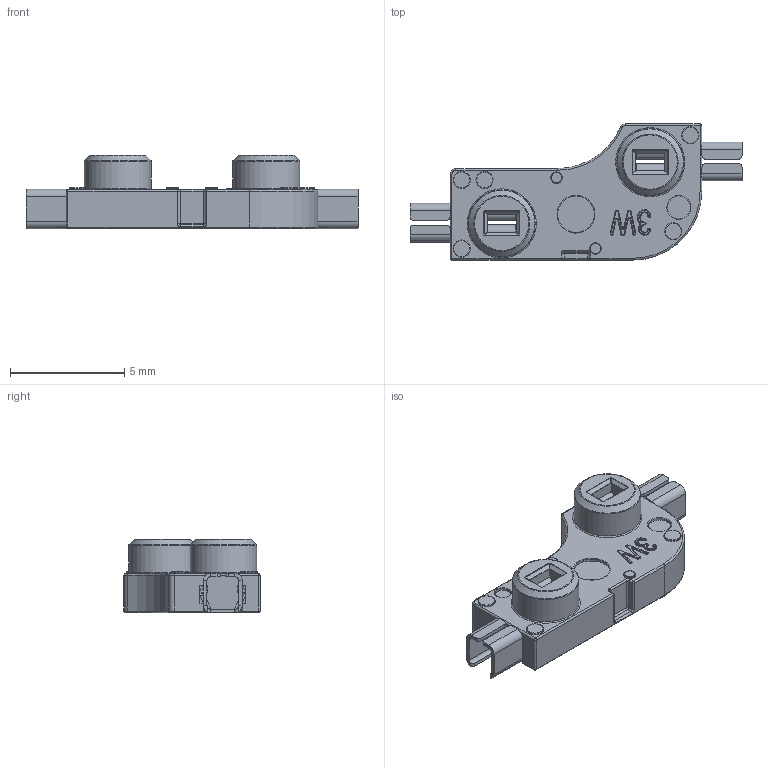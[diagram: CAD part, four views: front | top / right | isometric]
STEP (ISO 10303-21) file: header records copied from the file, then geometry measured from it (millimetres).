
FILE_DESCRIPTION(/* description */ (''),/* implementation_level */ '2;1');
FILE_NAME(/* name */ 'HS_Kailh_MX.step',/* time_stamp */ '2021-10-20T21:26:40+02:00',/* author */ (''),/* organization */ (''),/* preprocessor_version */ 'ST-DEVELOPER v18.1',/* originating_system */ 'Autodesk Translation Framework v10.10.0.1391',/* authorisation */ '');
FILE_SCHEMA (('AUTOMOTIVE_DESIGN { 1 0 10303 214 3 1 1 }'));
Length unit declared in the file: millimetre
Products named in the file (2): HS_Kailh_MX; Component1
Assembly tree (2 placements, depth 2):
  HS_Kailh_MX
    Component1  x2
Bounding box: 14.52 x 5.95 x 3.22 mm (x, y, z)
Volume: 95.4 mm3; surface area: 339 mm2
Topology: 3 solids, 3 shells, 1036 faces, 2350 edges, 1338 vertices
Faces by surface type: plane 362, bspline 288, cylinder 278, torus 98, sphere 8, cone 2
Full cylindrical faces by diameter (mm): 0.5 x2, 0.7 x1, 0.75 x4, 1 x1, 1.6 x1, 2.92 x2
Entity records: 34242 total; most frequent: CARTESIAN_POINT 15489, ORIENTED_EDGE 4096, DIRECTION 3505, EDGE_CURVE 2048, AXIS2_PLACEMENT_3D 1301, VERTEX_POINT 1174, EDGE_LOOP 918, LINE 903
